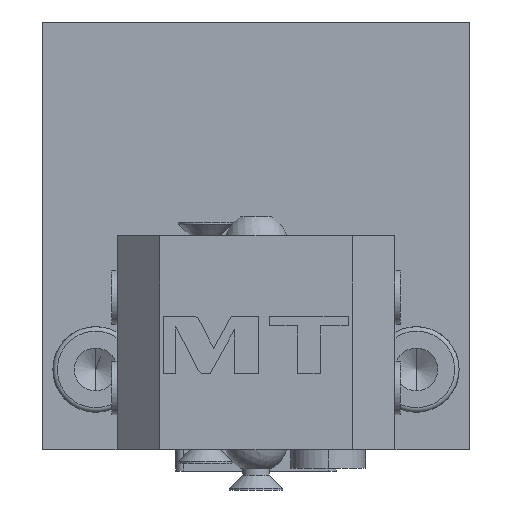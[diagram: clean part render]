
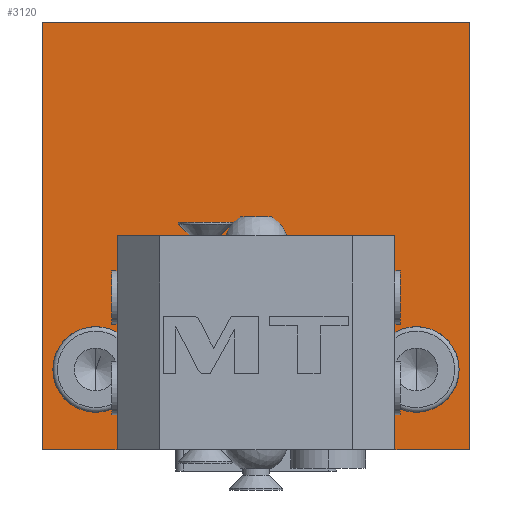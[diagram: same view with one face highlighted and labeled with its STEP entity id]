
A CAD part, left-side view. The second image highlights one B-rep face of the part: STEP entity #3120.
In plain terms, the highlighted planar face has unit normal (-1, 0, 0).
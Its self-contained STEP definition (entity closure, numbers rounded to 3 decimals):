
#13=DIRECTION('',(0.,-1.,0.));
#14=VECTOR('',#13,14.);
#15=CARTESIAN_POINT('',(-24.,40.,-40.));
#16=LINE('',#15,#14);
#37=DIRECTION('',(0.,-1.,0.));
#38=VECTOR('',#37,14.);
#39=CARTESIAN_POINT('',(-24.,-26.,-40.));
#40=LINE('',#39,#38);
#305=DIRECTION('',(0.,0.,1.));
#306=VECTOR('',#305,80.);
#307=CARTESIAN_POINT('',(-24.,-40.,-40.));
#308=LINE('',#307,#306);
#309=DIRECTION('',(0.,0.,1.));
#310=VECTOR('',#309,18.072);
#311=CARTESIAN_POINT('',(-24.,-26.,-18.072));
#312=LINE('',#311,#310);
#313=DIRECTION('',(0.,0.,1.));
#314=VECTOR('',#313,80.);
#315=CARTESIAN_POINT('',(-24.,40.,-40.));
#316=LINE('',#315,#314);
#317=DIRECTION('',(0.,-1.,0.));
#318=VECTOR('',#317,80.);
#319=CARTESIAN_POINT('',(-24.,40.,40.));
#320=LINE('',#319,#318);
#321=DIRECTION('',(0.,0.,1.));
#322=VECTOR('',#321,8.072);
#323=CARTESIAN_POINT('',(-24.,-26.,-40.));
#324=LINE('',#323,#322);
#325=CARTESIAN_POINT('',(-24.,-30.,-25.));
#326=DIRECTION('',(1.,0.,0.));
#327=DIRECTION('',(0.,0.5,0.866));
#328=AXIS2_PLACEMENT_3D('',#325,#326,#327);
#428=DIRECTION('',(0.,-1.,0.));
#429=VECTOR('',#428,52.);
#430=CARTESIAN_POINT('',(-24.,26.,0.));
#431=LINE('',#430,#429);
#466=DIRECTION('',(0.,0.,1.));
#467=VECTOR('',#466,18.072);
#468=CARTESIAN_POINT('',(-24.,26.,-18.072));
#469=LINE('',#468,#467);
#474=DIRECTION('',(0.,0.,1.));
#475=VECTOR('',#474,8.072);
#476=CARTESIAN_POINT('',(-24.,26.,-40.));
#477=LINE('',#476,#475);
#546=CARTESIAN_POINT('',(-24.,30.,-25.));
#547=DIRECTION('',(1.,0.,0.));
#548=DIRECTION('',(0.,-0.5,-0.866));
#549=AXIS2_PLACEMENT_3D('',#546,#547,#548);
#2304=CARTESIAN_POINT('',(-24.,40.,-40.));
#2306=VERTEX_POINT('',#2304);
#2307=CARTESIAN_POINT('',(-24.,26.,-40.));
#2309=VERTEX_POINT('',#2307);
#2317=CARTESIAN_POINT('',(-24.,-26.,-40.));
#2318=VERTEX_POINT('',#2317);
#2319=CARTESIAN_POINT('',(-24.,-40.,-40.));
#2321=VERTEX_POINT('',#2319);
#2324=CARTESIAN_POINT('',(-24.,40.,40.));
#2326=VERTEX_POINT('',#2324);
#2327=CARTESIAN_POINT('',(-24.,-40.,40.));
#2329=VERTEX_POINT('',#2327);
#2343=CARTESIAN_POINT('',(-24.,26.,0.));
#2345=VERTEX_POINT('',#2343);
#2353=CARTESIAN_POINT('',(-24.,-26.,0.));
#2354=VERTEX_POINT('',#2353);
#2614=CARTESIAN_POINT('',(-24.,26.,-18.072));
#2616=VERTEX_POINT('',#2614);
#2618=CARTESIAN_POINT('',(-24.,26.,-31.928));
#2620=VERTEX_POINT('',#2618);
#2652=CARTESIAN_POINT('',(-24.,-26.,-31.928));
#2654=VERTEX_POINT('',#2652);
#2656=CARTESIAN_POINT('',(-24.,-26.,-18.072));
#2658=VERTEX_POINT('',#2656);
#3092=CARTESIAN_POINT('',(-24.,40.,-40.));
#3093=DIRECTION('',(-1.,0.,0.));
#3094=DIRECTION('',(0.,-1.,0.));
#3095=AXIS2_PLACEMENT_3D('',#3092,#3093,#3094);
#3096=PLANE('',#3095);
#3098=ORIENTED_EDGE('',*,*,#3097,.F.);
#3100=ORIENTED_EDGE('',*,*,#3099,.T.);
#3102=ORIENTED_EDGE('',*,*,#3101,.F.);
#3104=ORIENTED_EDGE('',*,*,#3103,.F.);
#3106=ORIENTED_EDGE('',*,*,#3105,.F.);
#3108=ORIENTED_EDGE('',*,*,#3107,.F.);
#3109=ORIENTED_EDGE('',*,*,#2783,.F.);
#3111=ORIENTED_EDGE('',*,*,#3110,.T.);
#3113=ORIENTED_EDGE('',*,*,#3112,.T.);
#3114=ORIENTED_EDGE('',*,*,#3084,.F.);
#3115=ORIENTED_EDGE('',*,*,#2795,.F.);
#3117=ORIENTED_EDGE('',*,*,#3116,.T.);
#3118=EDGE_LOOP('',(#3098,#3100,#3102,#3104,#3106,#3108,#3109,#3111,#3113,#3114,
#3115,#3117));
#3119=FACE_OUTER_BOUND('',#3118,.F.);
#3120=ADVANCED_FACE('',(#3119),#3096,.T.);
#329=CIRCLE('',#328,8.);
#550=CIRCLE('',#549,8.);
#2783=EDGE_CURVE('',#2306,#2309,#16,.T.);
#2795=EDGE_CURVE('',#2318,#2321,#40,.T.);
#3084=EDGE_CURVE('',#2321,#2329,#308,.T.);
#3097=EDGE_CURVE('',#2658,#2654,#329,.T.);
#3099=EDGE_CURVE('',#2658,#2354,#312,.T.);
#3101=EDGE_CURVE('',#2345,#2354,#431,.T.);
#3103=EDGE_CURVE('',#2616,#2345,#469,.T.);
#3105=EDGE_CURVE('',#2620,#2616,#550,.T.);
#3107=EDGE_CURVE('',#2309,#2620,#477,.T.);
#3110=EDGE_CURVE('',#2306,#2326,#316,.T.);
#3112=EDGE_CURVE('',#2326,#2329,#320,.T.);
#3116=EDGE_CURVE('',#2318,#2654,#324,.T.);
